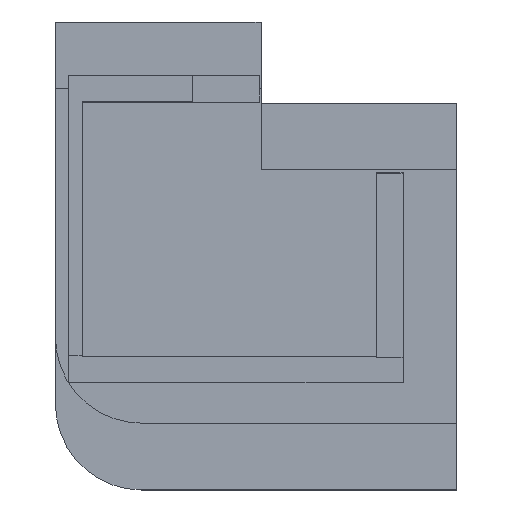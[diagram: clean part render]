
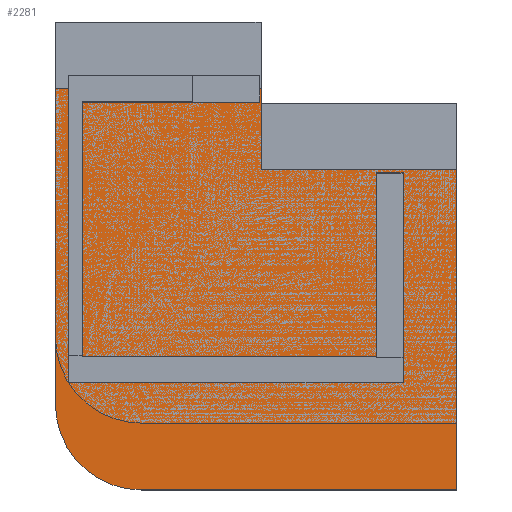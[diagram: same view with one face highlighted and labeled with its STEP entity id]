
A CAD part, top view. The second image highlights one B-rep face of the part: STEP entity #2281.
In plain terms, the highlighted planar face has unit normal (0, 0, 1).
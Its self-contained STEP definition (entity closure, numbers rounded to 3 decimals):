
#2022 = VERTEX_POINT('',#2023);
#2023 = CARTESIAN_POINT('',(6.424,0.,1.));
#2029 = EDGE_CURVE('',#2022,#2030,#2032,.T.);
#2030 = VERTEX_POINT('',#2031);
#2031 = CARTESIAN_POINT('',(30.,0.,1.));
#2032 = LINE('',#2033,#2034);
#2033 = CARTESIAN_POINT('',(6.424,0.,1.));
#2034 = VECTOR('',#2035,1.);
#2035 = DIRECTION('',(1.,0.,0.));
#2060 = EDGE_CURVE('',#2030,#2061,#2063,.T.);
#2061 = VERTEX_POINT('',#2062);
#2062 = CARTESIAN_POINT('',(30.,23.941,1.));
#2063 = LINE('',#2064,#2065);
#2064 = CARTESIAN_POINT('',(30.,0.,1.));
#2065 = VECTOR('',#2066,1.);
#2066 = DIRECTION('',(0.,1.,0.));
#2091 = EDGE_CURVE('',#2061,#2092,#2094,.T.);
#2092 = VERTEX_POINT('',#2093);
#2093 = CARTESIAN_POINT('',(15.387,23.941,1.));
#2094 = LINE('',#2095,#2096);
#2095 = CARTESIAN_POINT('',(30.,23.941,1.));
#2096 = VECTOR('',#2097,1.);
#2097 = DIRECTION('',(-1.,0.,0.));
#2122 = EDGE_CURVE('',#2092,#2123,#2125,.T.);
#2123 = VERTEX_POINT('',#2124);
#2124 = CARTESIAN_POINT('',(15.387,30.,1.));
#2125 = LINE('',#2126,#2127);
#2126 = CARTESIAN_POINT('',(15.387,23.941,1.));
#2127 = VECTOR('',#2128,1.);
#2128 = DIRECTION('',(0.,1.,0.));
#2153 = EDGE_CURVE('',#2123,#2154,#2156,.T.);
#2154 = VERTEX_POINT('',#2155);
#2155 = CARTESIAN_POINT('',(15.,30.,1.));
#2156 = LINE('',#2157,#2158);
#2157 = CARTESIAN_POINT('',(15.387,30.,1.));
#2158 = VECTOR('',#2159,1.);
#2159 = DIRECTION('',(-1.,0.,0.));
#2184 = EDGE_CURVE('',#2154,#2185,#2187,.T.);
#2185 = VERTEX_POINT('',#2186);
#2186 = CARTESIAN_POINT('',(0.,30.,1.));
#2187 = LINE('',#2188,#2189);
#2188 = CARTESIAN_POINT('',(15.,30.,1.));
#2189 = VECTOR('',#2190,1.);
#2190 = DIRECTION('',(-1.,0.,0.));
#2215 = EDGE_CURVE('',#2185,#2216,#2218,.T.);
#2216 = VERTEX_POINT('',#2217);
#2217 = CARTESIAN_POINT('',(0.,6.424,1.));
#2218 = LINE('',#2219,#2220);
#2219 = CARTESIAN_POINT('',(0.,30.,1.));
#2220 = VECTOR('',#2221,1.);
#2221 = DIRECTION('',(0.,-1.,0.));
#2246 = EDGE_CURVE('',#2216,#2022,#2247,.T.);
#2247 = CIRCLE('',#2248,6.424);
#2248 = AXIS2_PLACEMENT_3D('',#2249,#2250,#2251);
#2249 = CARTESIAN_POINT('',(6.424,6.424,1.));
#2250 = DIRECTION('',(0.,0.,1.));
#2251 = DIRECTION('',(1.,0.,0.));
#2281 = ADVANCED_FACE('',(#2282),#2292,.T.);
#2282 = FACE_BOUND('',#2283,.T.);
#2283 = EDGE_LOOP('',(#2284,#2285,#2286,#2287,#2288,#2289,#2290,#2291));
#2284 = ORIENTED_EDGE('',*,*,#2029,.T.);
#2285 = ORIENTED_EDGE('',*,*,#2060,.T.);
#2286 = ORIENTED_EDGE('',*,*,#2091,.T.);
#2287 = ORIENTED_EDGE('',*,*,#2122,.T.);
#2288 = ORIENTED_EDGE('',*,*,#2153,.T.);
#2289 = ORIENTED_EDGE('',*,*,#2184,.T.);
#2290 = ORIENTED_EDGE('',*,*,#2215,.T.);
#2291 = ORIENTED_EDGE('',*,*,#2246,.T.);
#2292 = PLANE('',#2293);
#2293 = AXIS2_PLACEMENT_3D('',#2294,#2295,#2296);
#2294 = CARTESIAN_POINT('',(14.642,14.642,1.));
#2295 = DIRECTION('',(0.,0.,1.));
#2296 = DIRECTION('',(1.,0.,0.));
